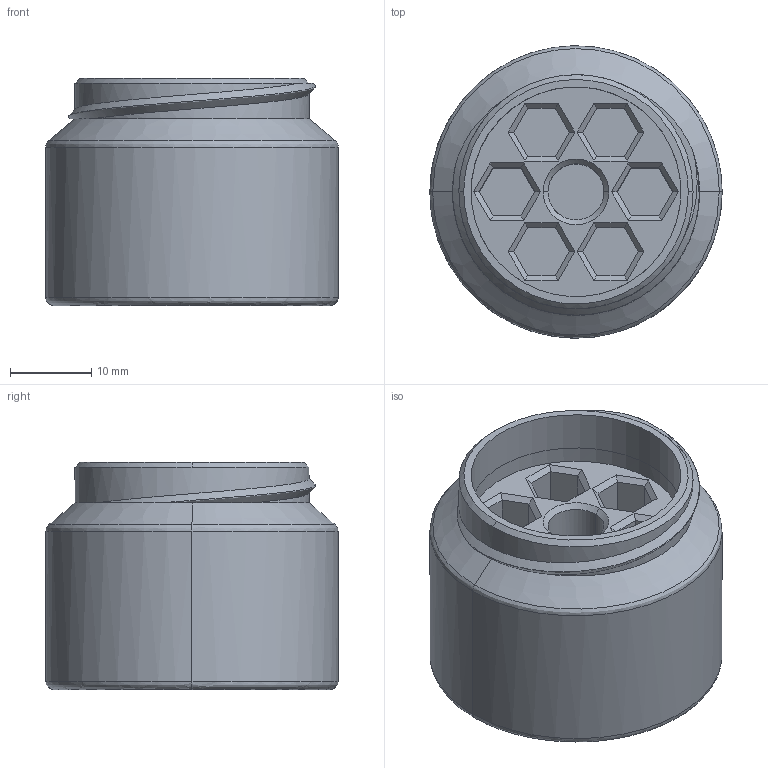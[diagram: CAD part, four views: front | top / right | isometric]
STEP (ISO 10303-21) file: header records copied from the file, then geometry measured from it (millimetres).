
FILE_DESCRIPTION(/* description */ (''),/* implementation_level */ '2;1');
FILE_NAME(/* name */ 'can',/* time_stamp */ '2025-02-16T23:11:24+08:00',/* author */ (''),/* organization */ (''),/* preprocessor_version */ 'ST-DEVELOPER v16.5',/* originating_system */ '',/* authorisation */ '');
FILE_SCHEMA (('CONFIG_CONTROL_DESIGN'));
Length unit declared in the file: millimetre
Products named in the file (1): Document
Bounding box: 36 x 35.99 x 28 mm (x, y, z)
Volume: 18236.3 mm3; surface area: 8105.1 mm2
Topology: 1 solids, 1 shells, 104 faces, 232 edges, 138 vertices
Faces by surface type: plane 84, bspline 12, cylinder 8
Full cylindrical faces by diameter (mm): 25.846 x2
Entity records: 5258 total; most frequent: CARTESIAN_POINT 3540, ORIENTED_EDGE 464, EDGE_CURVE 232, B_SPLINE_CURVE_WITH_KNOTS 191, VERTEX_POINT 138, EDGE_LOOP 112, ADVANCED_FACE 104, FACE_OUTER_BOUND 104
